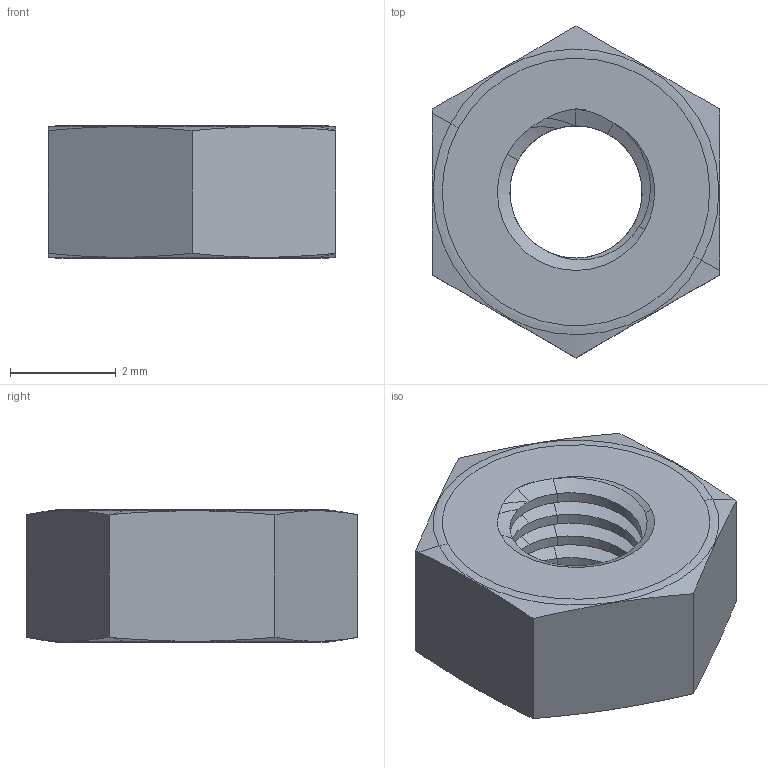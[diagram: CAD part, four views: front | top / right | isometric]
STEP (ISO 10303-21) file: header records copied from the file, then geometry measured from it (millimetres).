
FILE_DESCRIPTION(('CATIA V5 STEP Exchange'),'2;1');
FILE_NAME('M3 Nut.stp','2018-04-16T00:19:00+00:00',('none'),('none'),'CATIA Version 5 Release 20 SP 1 (IN-10)','CATIA V5 STEP AP203','none');
FILE_SCHEMA(('CONFIG_CONTROL_DESIGN'));
Length unit declared in the file: millimetre
Products named in the file (1): M3 Nut
Bounding box: 5.43 x 6.27 x 2.5 mm (x, y, z)
Volume: 49.2 mm3; surface area: 122.6 mm2
Topology: 1 solids, 1 shells, 77 faces, 224 edges, 149 vertices
Faces by surface type: bspline 44, cylinder 11, cone 10, plane 8, torus 4
Entity records: 4770 total; most frequent: CARTESIAN_POINT 3235, ORIENTED_EDGE 448, EDGE_CURVE 224, B_SPLINE_CURVE_WITH_KNOTS 177, VERTEX_POINT 149, DIRECTION 81, EDGE_LOOP 79, ADVANCED_FACE 77
